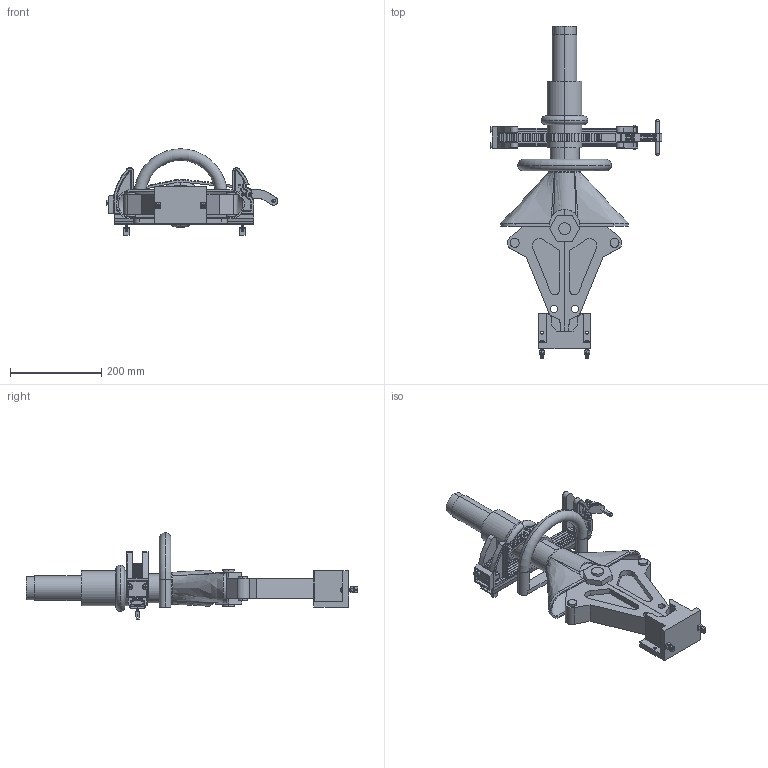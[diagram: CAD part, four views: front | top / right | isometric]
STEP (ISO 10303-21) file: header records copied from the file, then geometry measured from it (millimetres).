
FILE_DESCRIPTION (( 'STEP AP203' ), '1' );
FILE_NAME ('K5026-SA.STEP', '2017-01-05T13:53:38', ( 'jgonzalez' ), ( '' ), 'SwSTEP 2.0', 'SolidWorks 2014', '' );
FILE_SCHEMA (( 'CONFIG_CONTROL_DESIGN' ));
Length unit declared in the file: inch
Products named in the file (21): 2069LN_MSHXNUT 0.250-20-S-N; 7029_10"; Holmatro Combi Tool; 7048_3.875; 1006-3-  _in dual trac; 2019_12; 1026_THRU; 3017_HFBOLT 0.25-20x1.25x0.75-C; 2074; K5026-SA; 2023; 2075; K5050_NEW; 2073; 1026; 2011; 2047; 2049; 7034_3.875; 7016; 2008 - IN USE K5026_LONGER
Assembly tree (33 placements, depth 4):
  K5026-SA
    2008 - IN USE K5026_LONGER
    Holmatro Combi Tool
    K5050_NEW
      2019_12
      2074
      2075
      2073
      2011  x2
      7029_10"
        2049  x2
        7016  x2
      1006-3-  _in dual trac
      3017_HFBOLT 0.25-20x1.25x0.75-C  x4
      2023  x2
    1026_THRU
      1026
      7034_3.875
        2047  x2
        7016  x2
      7048_3.875
        3017_HFBOLT 0.25-20x1.25x0.75-C  x2
        2069LN_MSHXNUT 0.250-20-S-N  x2
Bounding box: 376.28 x 726.74 x 189.34 mm (x, y, z)
Volume: 2733797.7 mm3; surface area: 727183 mm2
Topology: 36 solids, 36 shells, 2846 faces, 7130 edges, 4393 vertices
Faces by surface type: cone 872, plane 828, cylinder 744, torus 206, bspline 180, sphere 16
Entity records: 67937 total; most frequent: CARTESIAN_POINT 25615, DIRECTION 8390, ORIENTED_EDGE 8322, EDGE_CURVE 4161, AXIS2_PLACEMENT_3D 3124, VERTEX_POINT 2585, LINE 2142, VECTOR 2142
